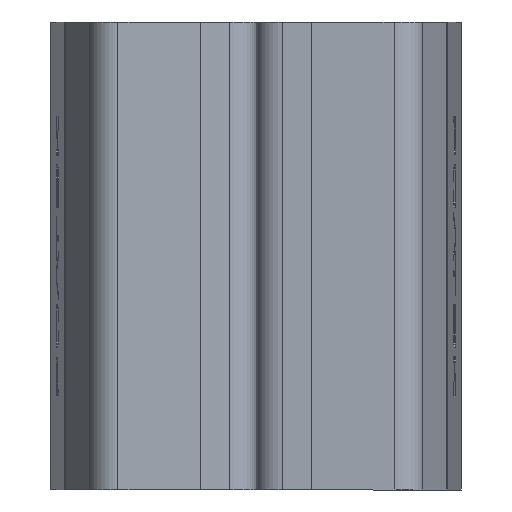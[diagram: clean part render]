
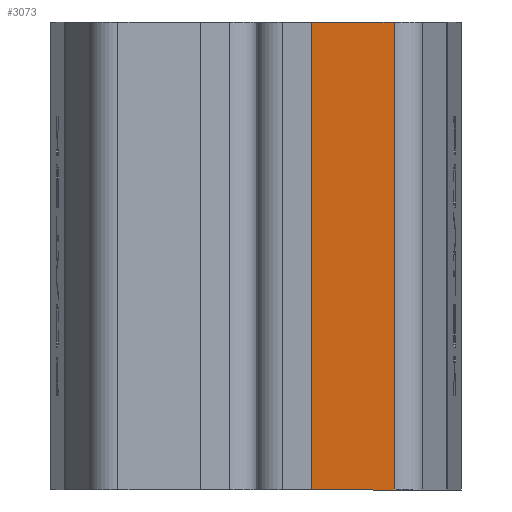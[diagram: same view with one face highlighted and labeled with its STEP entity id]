
A CAD part, front view. The second image highlights one B-rep face of the part: STEP entity #3073.
In plain terms, the highlighted planar face has unit normal (-0.052, -0.999, 0).
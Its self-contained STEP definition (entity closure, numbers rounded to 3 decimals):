
#3073=ADVANCED_FACE('',(#5828),#5830,.T.);
#5828=FACE_BOUND('',#5829,.T.);
#5829=EDGE_LOOP('',(#7767,#7768,#7769,#7770));
#5830=PLANE('',#5831);
#5831=AXIS2_PLACEMENT_3D('',#5832,#5833,#5834);
#5832=CARTESIAN_POINT('',(104.076,-97.367,75.));
#5833=DIRECTION('',(-0.052,-0.999,0.));
#5834=DIRECTION('',(0.,0.,-1.));
#7767=ORIENTED_EDGE('',*,*,#8657,.T.);
#7768=ORIENTED_EDGE('',*,*,#8902,.T.);
#7769=ORIENTED_EDGE('',*,*,#8903,.T.);
#7770=ORIENTED_EDGE('',*,*,#8904,.T.);
#8657=EDGE_CURVE('',#10074,#10075,#10076,.T.);
#8902=EDGE_CURVE('',#10075,#10442,#10443,.T.);
#8903=EDGE_CURVE('',#10442,#10444,#10445,.T.);
#8904=EDGE_CURVE('',#10444,#10074,#10446,.T.);
#10074=VERTEX_POINT('',#14616);
#10075=VERTEX_POINT('',#14617);
#10076=LINE('',#14618,#14619);
#10442=VERTEX_POINT('',#15534);
#10443=LINE('',#15535,#15536);
#10444=VERTEX_POINT('',#15538);
#10445=LINE('',#15539,#15540);
#10446=LINE('',#15542,#15543);
#14616=CARTESIAN_POINT('',(18.628,-92.889,0.));
#14617=CARTESIAN_POINT('',(18.628,-92.889,75.));
#14618=CARTESIAN_POINT('',(18.628,-92.889,0.));
#14619=VECTOR('',#14620,1.);
#14620=DIRECTION('',(0.,0.,1.));
#15534=CARTESIAN_POINT('',(5.389,-92.195,75.));
#15535=CARTESIAN_POINT('',(18.628,-92.889,75.));
#15536=VECTOR('',#15537,1.);
#15537=DIRECTION('',(-0.999,0.052,0.));
#15538=CARTESIAN_POINT('',(5.389,-92.195,0.));
#15539=CARTESIAN_POINT('',(5.389,-92.195,75.));
#15540=VECTOR('',#15541,1.);
#15541=DIRECTION('',(0.,0.,-1.));
#15542=CARTESIAN_POINT('',(5.389,-92.195,0.));
#15543=VECTOR('',#15544,1.);
#15544=DIRECTION('',(0.999,-0.052,0.));
